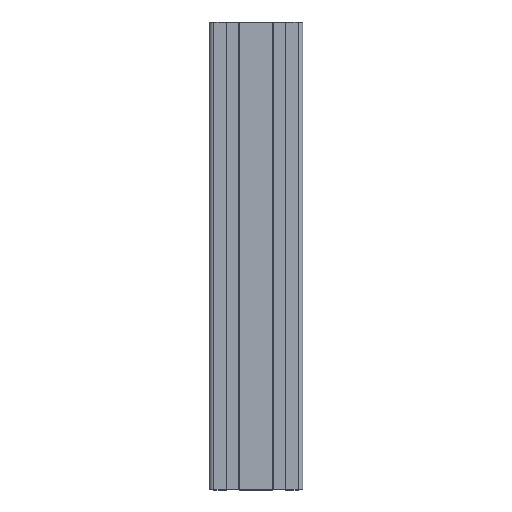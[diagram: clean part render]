
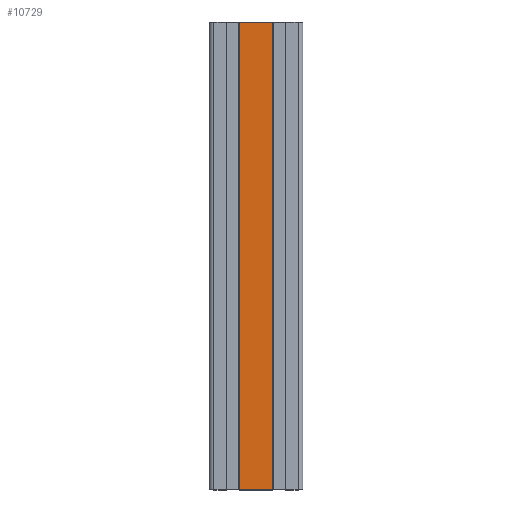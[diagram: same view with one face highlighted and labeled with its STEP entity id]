
A CAD part, top view. The second image highlights one B-rep face of the part: STEP entity #10729.
In plain terms, the highlighted face is planar.
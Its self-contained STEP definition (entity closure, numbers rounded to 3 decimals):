
#2084 = VECTOR ( 'NONE', #7327, 1000. ) ;
#2087 = VECTOR ( 'NONE', #7393, 1000. ) ;
#2088 = VECTOR ( 'NONE', #7379, 1000. ) ;
#2093 = VECTOR ( 'NONE', #7351, 1000. ) ;
#2678 = EDGE_LOOP ( 'NONE', ( #12152, #12153, #12186, #12163 ) ) ;
#4365 = CARTESIAN_POINT ( 'NONE',  ( 10.9, 30., 0. ) ) ;
#4372 = CARTESIAN_POINT ( 'NONE',  ( -10.9, 30., 0. ) ) ;
#4387 = CARTESIAN_POINT ( 'NONE',  ( 10.9, 30., -300. ) ) ;
#4409 = CARTESIAN_POINT ( 'NONE',  ( -10.9, 30., -300. ) ) ;
#4675 = DIRECTION ( 'NONE',  ( 0., 0., 1. ) ) ;
#4687 = FACE_OUTER_BOUND ( 'NONE', #2678, .T. ) ;
#4688 = PLANE ( 'NONE',  #10085 ) ;
#4689 = DIRECTION ( 'NONE',  ( 0., 1., 0. ) ) ;
#4699 = CARTESIAN_POINT ( 'NONE',  ( 10.9, 30., -300. ) ) ;
#5927 = VERTEX_POINT ( 'NONE', #4372 ) ;
#5933 = VERTEX_POINT ( 'NONE', #4365 ) ;
#5953 = VERTEX_POINT ( 'NONE', #4387 ) ;
#5974 = VERTEX_POINT ( 'NONE', #4409 ) ;
#7296 = CARTESIAN_POINT ( 'NONE',  ( 10.9, 30., -300. ) ) ;
#7326 = LINE ( 'NONE', #7296, #2084 ) ;
#7327 = DIRECTION ( 'NONE',  ( 0., 0., 1. ) ) ;
#7351 = DIRECTION ( 'NONE',  ( -1., 0., 0. ) ) ;
#7359 = CARTESIAN_POINT ( 'NONE',  ( 10.9, 30., 0. ) ) ;
#7362 = LINE ( 'NONE', #7363, #2088 ) ;
#7363 = CARTESIAN_POINT ( 'NONE',  ( -10.9, 30., -300. ) ) ;
#7370 = LINE ( 'NONE', #7359, #2093 ) ;
#7379 = DIRECTION ( 'NONE',  ( 0., 0., 1. ) ) ;
#7390 = CARTESIAN_POINT ( 'NONE',  ( 10.9, 30., -300. ) ) ;
#7393 = DIRECTION ( 'NONE',  ( -1., 0., 0. ) ) ;
#7411 = LINE ( 'NONE', #7390, #2087 ) ;
#10085 = AXIS2_PLACEMENT_3D ( 'NONE', #4699, #4689, #4675 ) ;
#10729 = ADVANCED_FACE ( 'PLANAR_25', ( #4687 ), #4688, .T. ) ;
#11292 = EDGE_CURVE ( 'NONE', #5953, #5933, #7326, .T. ) ;
#11304 = EDGE_CURVE ( 'NONE', #5933, #5927, #7370, .T. ) ;
#11307 = EDGE_CURVE ( 'NONE', #5974, #5927, #7362, .T. ) ;
#11314 = EDGE_CURVE ( 'NONE', #5953, #5974, #7411, .T. ) ;
#12152 = ORIENTED_EDGE ( 'NONE', *, *, #11304, .F. ) ;
#12153 = ORIENTED_EDGE ( 'NONE', *, *, #11292, .F. ) ;
#12163 = ORIENTED_EDGE ( 'NONE', *, *, #11307, .T. ) ;
#12186 = ORIENTED_EDGE ( 'NONE', *, *, #11314, .T. ) ;
